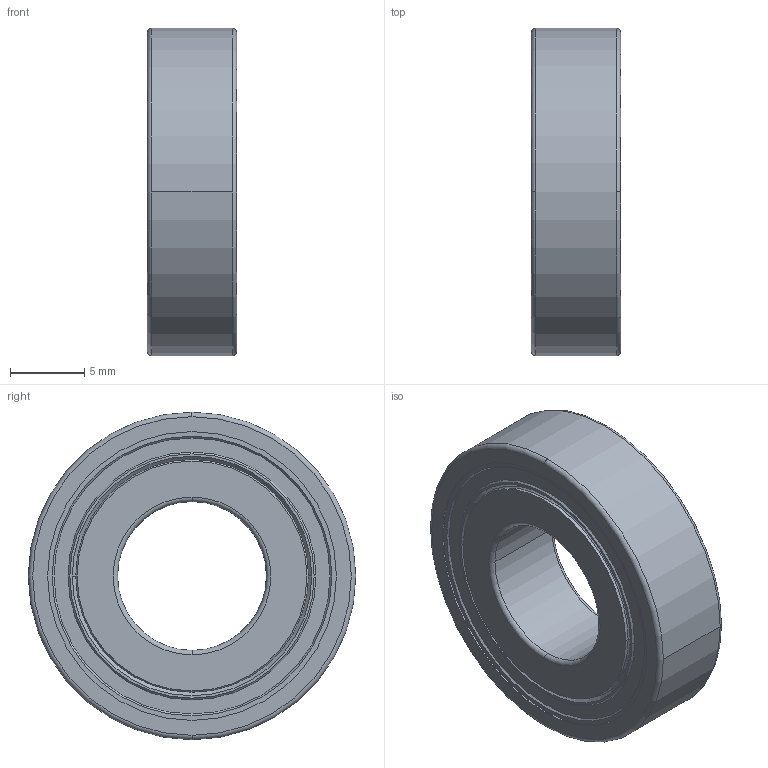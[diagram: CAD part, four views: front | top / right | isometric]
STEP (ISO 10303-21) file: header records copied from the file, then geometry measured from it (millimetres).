
FILE_DESCRIPTION(('STEP AP214'),'1');
FILE_NAME('61900-2rs1.stp','2025-07-07T15:23:28',('TraceParts'),('TraceParts S.A.'),'Spatial InterOp 3D',' ',' ');
FILE_SCHEMA(('AUTOMOTIVE_DESIGN { 1 0 10303 214 1 1 1 1 }'));
Length unit declared in the file: millimetre
Products named in the file (1): SKF_bearing_61900-2RS1_2_1
Bounding box: 6 x 22 x 22 mm (x, y, z)
Volume: 1390.7 mm3; surface area: 2658.7 mm2
Topology: 5 solids, 5 shells, 136 faces, 336 edges, 194 vertices
Faces by surface type: torus 50, cone 36, cylinder 20, sphere 18, plane 12
Entity records: 4440 total; most frequent: CARTESIAN_POINT 1247, DIRECTION 754, ORIENTED_EDGE 600, AXIS2_PLACEMENT_3D 349, EDGE_CURVE 300, CIRCLE 208, VERTEX_POINT 194, EDGE_LOOP 166
